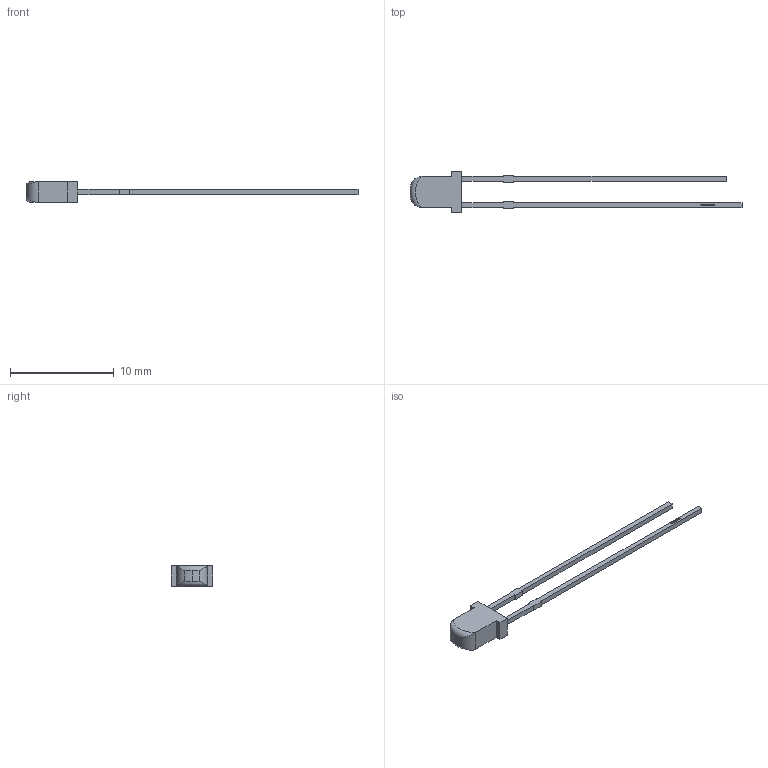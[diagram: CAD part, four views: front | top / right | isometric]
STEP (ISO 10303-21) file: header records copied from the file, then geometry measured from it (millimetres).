
FILE_DESCRIPTION (( 'STEP AP214' ), '1' );
FILE_NAME ('WP169X.STEP', '2008-09-07T18:25:03', ( '' ), ( '' ), 'SwSTEP 2.0', 'SolidWorks 2008', '' );
FILE_SCHEMA (( 'AUTOMOTIVE_DESIGN' ));
Length unit declared in the file: millimetre
Products named in the file (1): WP169X
Bounding box: 32 x 4 x 2 mm (x, y, z)
Volume: 43.7 mm3; surface area: 169.5 mm2
Topology: 1 solids, 1 shells, 324 faces, 872 edges, 580 vertices
Faces by surface type: plane 202, bspline 116, cylinder 4, torus 2
Entity records: 19113 total; most frequent: CARTESIAN_POINT 8193, ORIENTED_EDGE 1744, DIRECTION 1060, EDGE_CURVE 872, VECTOR 630, LINE 630, VERTEX_POINT 580, EDGE_LOOP 354
